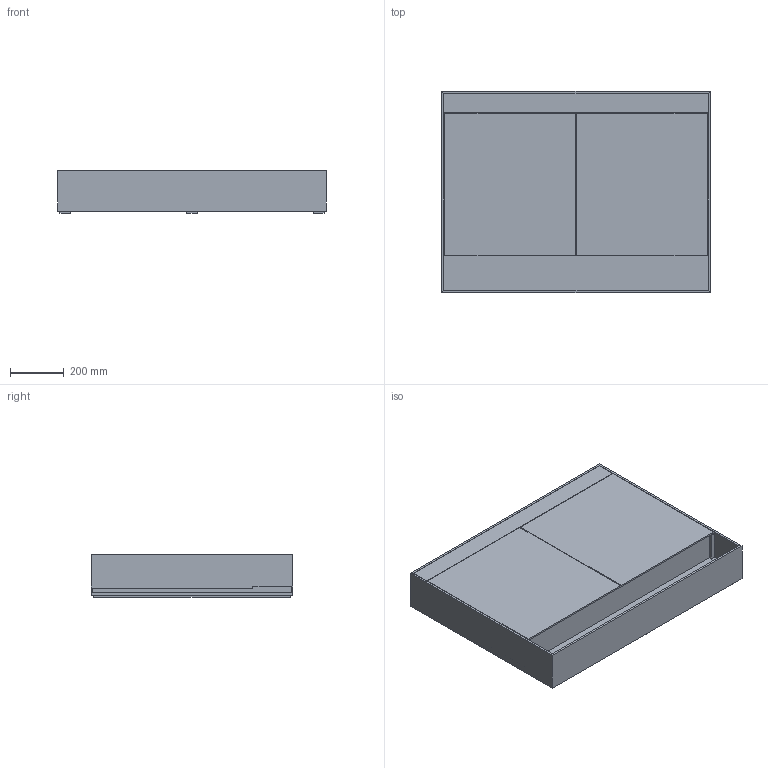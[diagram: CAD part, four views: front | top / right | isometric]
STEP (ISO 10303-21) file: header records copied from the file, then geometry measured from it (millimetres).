
FILE_DESCRIPTION (( 'STEP AP214' ), '1' );
FILE_NAME ('SCA-SPS1-10.STEP', '2020-07-31T08:56:18', ( 'User' ), ( '' ), 'SwSTEP 2.0', 'SolidWorks 2019', '' );
FILE_SCHEMA (( 'AUTOMOTIVE_DESIGN' ));
Length unit declared in the file: millimetre
Products named in the file (2): SCA-SPS1-10
Bounding box: 1000 x 750 x 158 mm (x, y, z)
Volume: 30206518.4 mm3; surface area: 6354276.7 mm2
Topology: 26 solids, 26 shells, 357 faces, 894 edges, 592 vertices
Faces by surface type: plane 266, cylinder 84, torus 7
Entity records: 11047 total; most frequent: CARTESIAN_POINT 1925, DIRECTION 1799, ORIENTED_EDGE 1788, EDGE_CURVE 894, VECTOR 683, LINE 683, VERTEX_POINT 592, AXIS2_PLACEMENT_3D 558
